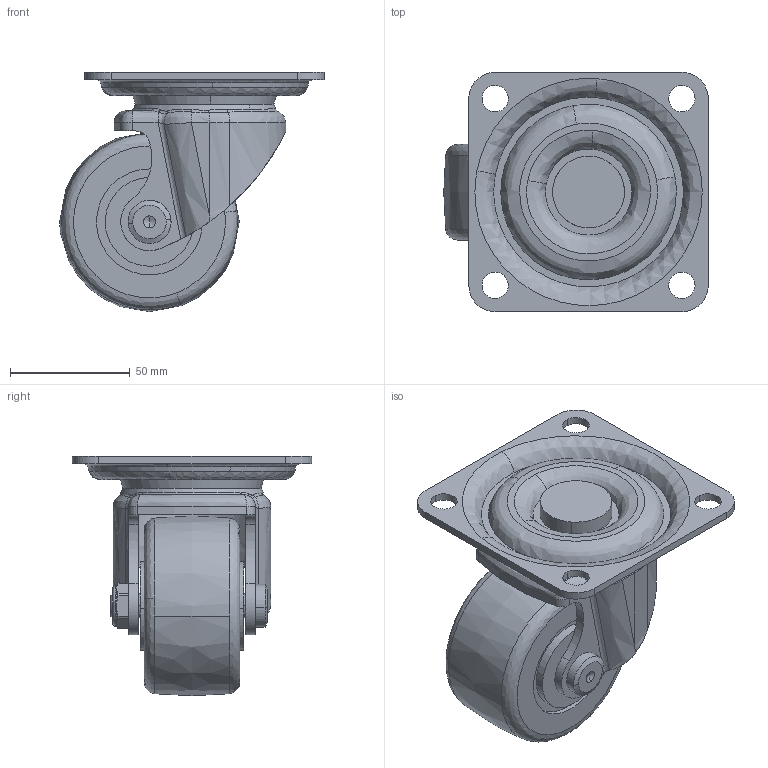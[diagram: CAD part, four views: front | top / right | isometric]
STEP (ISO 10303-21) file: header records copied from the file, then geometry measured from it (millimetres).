
FILE_DESCRIPTION((''),'2;1');
FILE_NAME('','2005-12-16T13:50:32',(''),(''),'','CADfix','');
FILE_SCHEMA(('AUTOMOTIVE_DESIGN'));
Length unit declared in the file: millimetre
Products named in the file (8): seal; nut; main shaft; wheel; mounting plate; body; axle; TCA_54SS_NRB75_9911_36
Assembly tree (7 placements, depth 2):
  TCA_54SS_NRB75_9911_36
    seal
    nut
    main shaft
    wheel
    mounting plate
    body
    axle
Bounding box: 110.5 x 100 x 100 mm (x, y, z)
Volume: 288034.8 mm3; surface area: 74449.5 mm2
Topology: 7 solids, 7 shells, 227 faces, 661 edges, 458 vertices
Faces by surface type: bspline 227
Entity records: 10357 total; most frequent: CARTESIAN_POINT 6646, ORIENTED_EDGE 1318, EDGE_CURVE 659, VERTEX_POINT 458, EDGE_LOOP 261, FACE_OUTER_BOUND 227, ADVANCED_FACE 227, QUASI_UNIFORM_CURVE 176
